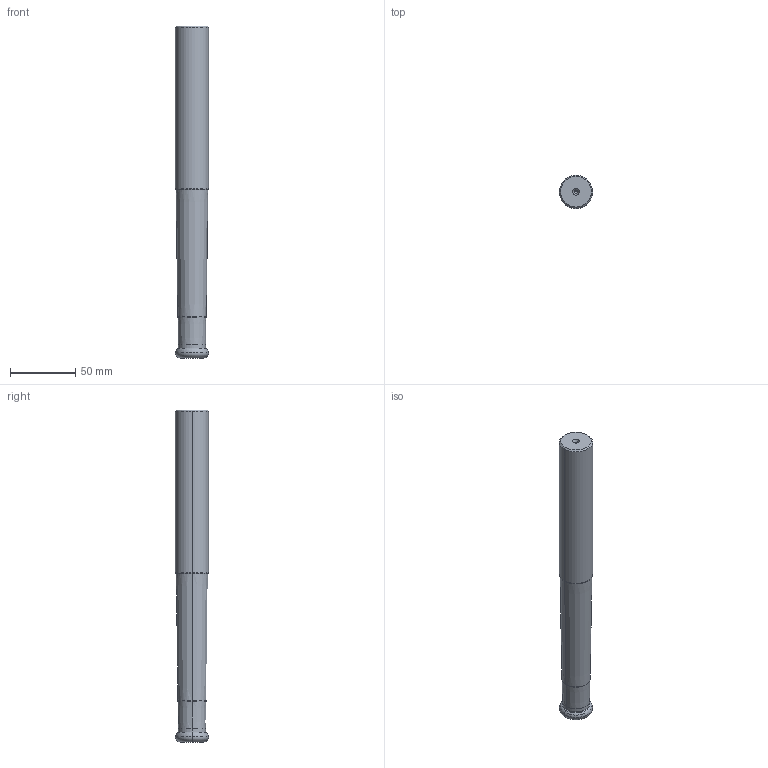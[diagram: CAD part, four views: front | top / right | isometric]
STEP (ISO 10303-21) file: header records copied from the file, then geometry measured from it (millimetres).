
FILE_DESCRIPTION(/* description */ (''),/* implementation_level */ '2;1');
FILE_NAME(/* name */ 'BRP3UNR163ELW16_ID0_313.stp',/* time_stamp */ '2021-02-02T08:26:04+09:00',/* author */ (''),/* organization */ (''),/* preprocessor_version */ 'ST-DEVELOPER v16',/* originating_system */ 'SIEMENS PLM Software NX 10.0',/* authorisation */ '');
FILE_SCHEMA (('AUTOMOTIVE_DESIGN { 1 0 10303 214 3 1 1 1 }'));
Length unit declared in the file: millimetre
Products named in the file (1): BRP3UNR163ELW16_ID0_313_ASM
Bounding box: 25.4 x 25.4 x 254 mm (x, y, z)
Volume: 117593.9 mm3; surface area: 21440.7 mm2
Topology: 2 solids, 2 shells, 47 faces, 106 edges, 65 vertices
Faces by surface type: torus 18, cone 16, cylinder 10, plane 3
Entity records: 1439 total; most frequent: DIRECTION 294, CARTESIAN_POINT 221, ORIENTED_EDGE 200, AXIS2_PLACEMENT_3D 134, EDGE_CURVE 100, CIRCLE 76, VERTEX_POINT 58, EDGE_LOOP 50
